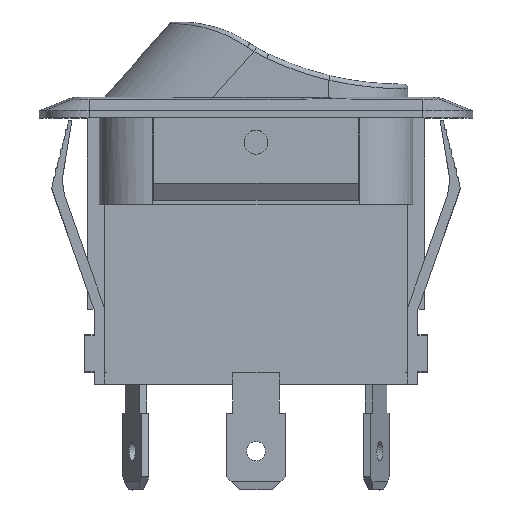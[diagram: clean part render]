
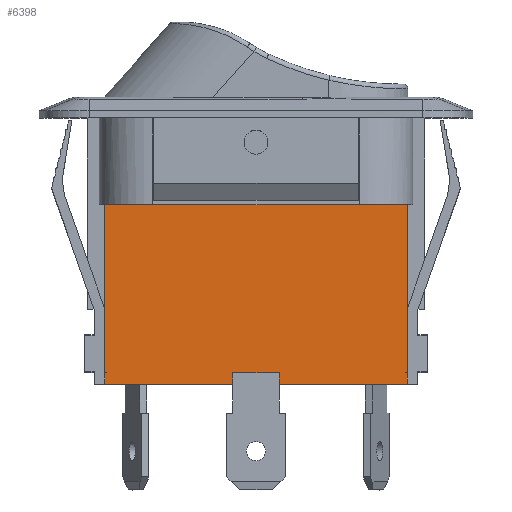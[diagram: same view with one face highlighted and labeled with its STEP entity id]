
A CAD part, top view. The second image highlights one B-rep face of the part: STEP entity #6398.
In plain terms, the highlighted planar face has unit normal (0, 0, 1).
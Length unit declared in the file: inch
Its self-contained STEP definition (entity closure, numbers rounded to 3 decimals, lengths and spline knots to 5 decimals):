
#532=LINE('',#9993,#1225);
#536=LINE('',#10002,#1229);
#539=LINE('',#10008,#1232);
#542=LINE('',#10013,#1235);
#547=LINE('',#10022,#1240);
#562=LINE('',#10053,#1255);
#565=LINE('',#10056,#1258);
#659=LINE('',#10299,#1352);
#672=LINE('',#10326,#1365);
#673=LINE('',#10328,#1366);
#1225=VECTOR('',#7911,0.3937);
#1229=VECTOR('',#7917,0.3937);
#1232=VECTOR('',#7922,0.3937);
#1235=VECTOR('',#7927,0.3937);
#1240=VECTOR('',#7936,0.3937);
#1255=VECTOR('',#7959,0.3937);
#1258=VECTOR('',#7962,0.3937);
#1352=VECTOR('',#8170,0.3937);
#1365=VECTOR('',#8199,0.3937);
#1366=VECTOR('',#8202,0.3937);
#1722=FACE_OUTER_BOUND('',#2038,.T.);
#2038=EDGE_LOOP('',(#4917,#4918,#4919,#4920,#4921,#4922,#4923,#4924,#4925,
#4926));
#2747=VERTEX_POINT('',#9986);
#2749=VERTEX_POINT('',#9992);
#2752=VERTEX_POINT('',#9999);
#2753=VERTEX_POINT('',#10001);
#2755=VERTEX_POINT('',#10007);
#2756=VERTEX_POINT('',#10012);
#2757=VERTEX_POINT('',#10016);
#2758=VERTEX_POINT('',#10020);
#2861=VERTEX_POINT('',#10296);
#2862=VERTEX_POINT('',#10298);
#3479=EDGE_CURVE('',#2747,#2749,#532,.T.);
#3483=EDGE_CURVE('',#2753,#2752,#536,.T.);
#3486=EDGE_CURVE('',#2755,#2753,#539,.T.);
#3489=EDGE_CURVE('',#2756,#2755,#542,.T.);
#3494=EDGE_CURVE('',#2758,#2757,#547,.T.);
#3511=EDGE_CURVE('',#2752,#2749,#562,.T.);
#3514=EDGE_CURVE('',#2758,#2756,#565,.T.);
#3637=EDGE_CURVE('',#2861,#2862,#659,.T.);
#3653=EDGE_CURVE('',#2861,#2757,#672,.T.);
#3654=EDGE_CURVE('',#2862,#2747,#673,.T.);
#4917=ORIENTED_EDGE('',*,*,#3653,.T.);
#4918=ORIENTED_EDGE('',*,*,#3494,.F.);
#4919=ORIENTED_EDGE('',*,*,#3514,.T.);
#4920=ORIENTED_EDGE('',*,*,#3489,.T.);
#4921=ORIENTED_EDGE('',*,*,#3486,.T.);
#4922=ORIENTED_EDGE('',*,*,#3483,.T.);
#4923=ORIENTED_EDGE('',*,*,#3511,.T.);
#4924=ORIENTED_EDGE('',*,*,#3479,.F.);
#4925=ORIENTED_EDGE('',*,*,#3654,.F.);
#4926=ORIENTED_EDGE('',*,*,#3637,.F.);
#5818=PLANE('',#6865);
#6398=ADVANCED_FACE('',(#1722),#5818,.T.);
#6865=AXIS2_PLACEMENT_3D('',#10327,#8200,#8201);
#7911=DIRECTION('',(0.,-1.,0.));
#7917=DIRECTION('',(0.,-1.,0.));
#7922=DIRECTION('',(1.,0.,0.));
#7927=DIRECTION('',(0.,1.,0.));
#7936=DIRECTION('',(0.,1.,0.));
#7959=DIRECTION('',(1.,0.,0.));
#7962=DIRECTION('',(1.,0.,0.));
#8170=DIRECTION('',(1.,0.,0.));
#8199=DIRECTION('',(0.,-1.,0.));
#8200=DIRECTION('center_axis',(0.,0.,1.));
#8201=DIRECTION('ref_axis',(-1.,0.,0.));
#8202=DIRECTION('',(0.,-1.,0.));
#9986=CARTESIAN_POINT('',(0.60319,-0.56947,0.378));
#9992=CARTESIAN_POINT('',(0.60319,-0.61947,0.378));
#9993=CARTESIAN_POINT('',(0.60319,0.13253,0.378));
#9999=CARTESIAN_POINT('',(0.06769,-0.61947,0.378));
#10001=CARTESIAN_POINT('',(0.06769,-0.56947,0.378));
#10002=CARTESIAN_POINT('',(0.06769,-0.24347,0.378));
#10007=CARTESIAN_POINT('',(-0.12531,-0.56947,0.378));
#10008=CARTESIAN_POINT('',(0.28719,-0.56947,0.378));
#10012=CARTESIAN_POINT('',(-0.12531,-0.61947,0.378));
#10013=CARTESIAN_POINT('',(-0.12531,-0.24347,0.378));
#10016=CARTESIAN_POINT('',(-0.66081,-0.56947,0.378));
#10020=CARTESIAN_POINT('',(-0.66081,-0.61947,0.378));
#10022=CARTESIAN_POINT('',(-0.66081,-0.24347,0.378));
#10053=CARTESIAN_POINT('',(0.60319,-0.61947,0.378));
#10056=CARTESIAN_POINT('',(0.60319,-0.61947,0.378));
#10296=CARTESIAN_POINT('',(-0.66081,0.13253,0.378));
#10298=CARTESIAN_POINT('',(0.60319,0.13253,0.378));
#10299=CARTESIAN_POINT('',(-0.66081,0.13253,0.378));
#10326=CARTESIAN_POINT('',(-0.66081,-0.08597,0.378));
#10327=CARTESIAN_POINT('Origin',(0.60319,0.13253,0.378));
#10328=CARTESIAN_POINT('',(0.60319,0.13253,0.378));
